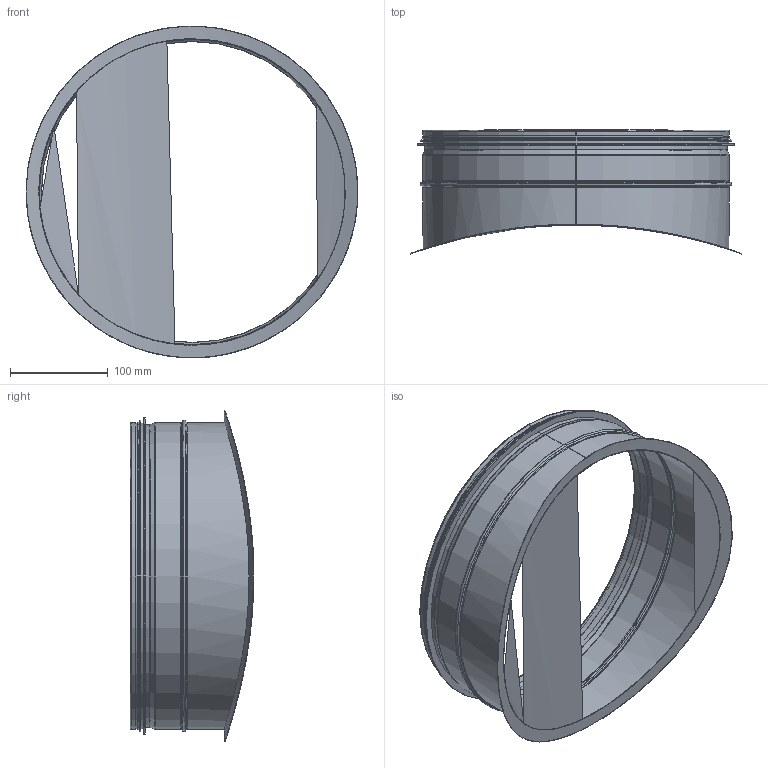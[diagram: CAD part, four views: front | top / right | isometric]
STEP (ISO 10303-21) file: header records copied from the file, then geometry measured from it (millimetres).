
FILE_DESCRIPTION((''),'2;1');
FILE_NAME('HPS-1000-315.stp','2014-02-24T07:56:45',(''),(''),'Autodesk Inventor 2013','Autodesk Inventor 2013','');
FILE_SCHEMA(('AUTOMOTIVE_DESIGN { 1 2 10303 214 0 1 1 1 }'));
Length unit declared in the file: millimetre
Products named in the file (5): HPS-1000-315; 999008; HPSRörämne_1000-315; HPSRörämnesdel_1000-315; SvepHPS_1000-315
Assembly tree (4 placements, depth 3):
  HPS-1000-315
    999008
    HPSRörämne_1000-315
      HPSRörämnesdel_1000-315
      SvepHPS_1000-315
Bounding box: 339.85 x 126.8 x 339.79 mm (x, y, z)
Volume: 97618.7 mm3; surface area: 312877.8 mm2
Topology: 3 solids, 3 shells, 85 faces, 165 edges, 89 vertices
Faces by surface type: plane 36, torus 20, cylinder 19, cone 10
Full cylindrical faces by diameter (mm): 308.05 x1, 309.05 x1, 310.25 x1, 312.85 x6, 313.85 x4, 319.25 x1, 324.25 x1, 339.85 x1
Entity records: 2664 total; most frequent: CARTESIAN_POINT 726, DIRECTION 406, ORIENTED_EDGE 298, AXIS2_PLACEMENT_3D 171, EDGE_CURVE 149, EDGE_LOOP 108, VERTEX_POINT 89, STYLED_ITEM 88
